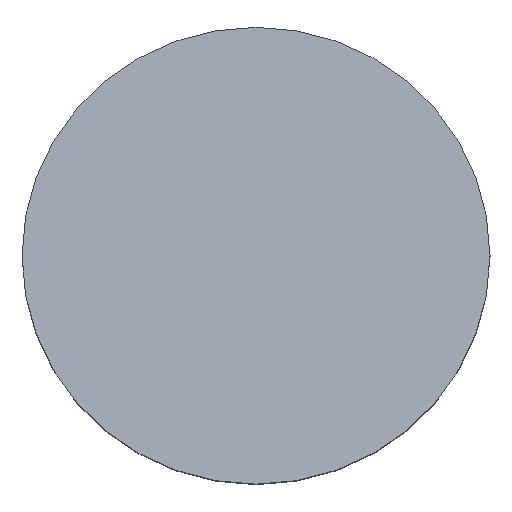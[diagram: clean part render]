
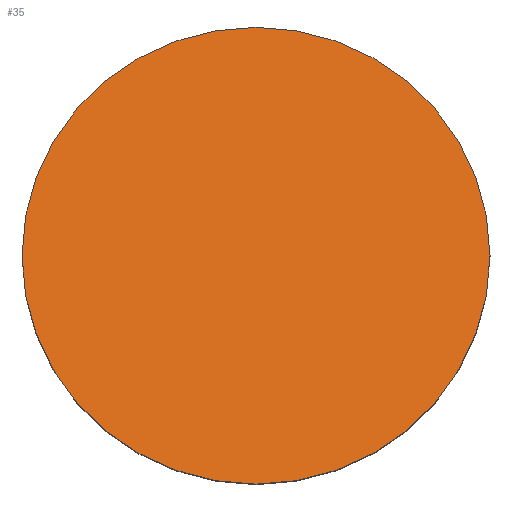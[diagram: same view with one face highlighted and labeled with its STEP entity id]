
A CAD part, left-side view. The second image highlights one B-rep face of the part: STEP entity #35.
In plain terms, the highlighted planar face has unit normal (-0.976, 0, 0.217).
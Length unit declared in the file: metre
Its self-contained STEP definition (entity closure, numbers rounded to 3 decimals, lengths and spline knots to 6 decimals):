
#16=ORIENTED_EDGE('',*,*,#18,.T.);
#18=EDGE_CURVE('',#20,#20,#22,.T.);
#20=VERTEX_POINT('',#72);
#22=CIRCLE('',#52,0.009525);
#26=EDGE_LOOP('',(#16));
#30=FACE_BOUND('',#26,.T.);
#32=PLANE('',#53);
#35=ADVANCED_FACE('',(#30),#32,.T.);
#52=AXIS2_PLACEMENT_3D('',#71,#62,#63);
#53=AXIS2_PLACEMENT_3D('',#73,#64,#65);
#62=DIRECTION('',(-0.976,0.,0.217));
#63=DIRECTION('',(0.217,0.,0.976));
#64=DIRECTION('',(-0.976,0.,0.217));
#65=DIRECTION('',(0.,-1.,0.));
#71=CARTESIAN_POINT('',(-0.183872,0.,0.514014));
#72=CARTESIAN_POINT('',(-0.181802,0.,0.523312));
#73=CARTESIAN_POINT('',(-0.183872,0.,0.514014));
